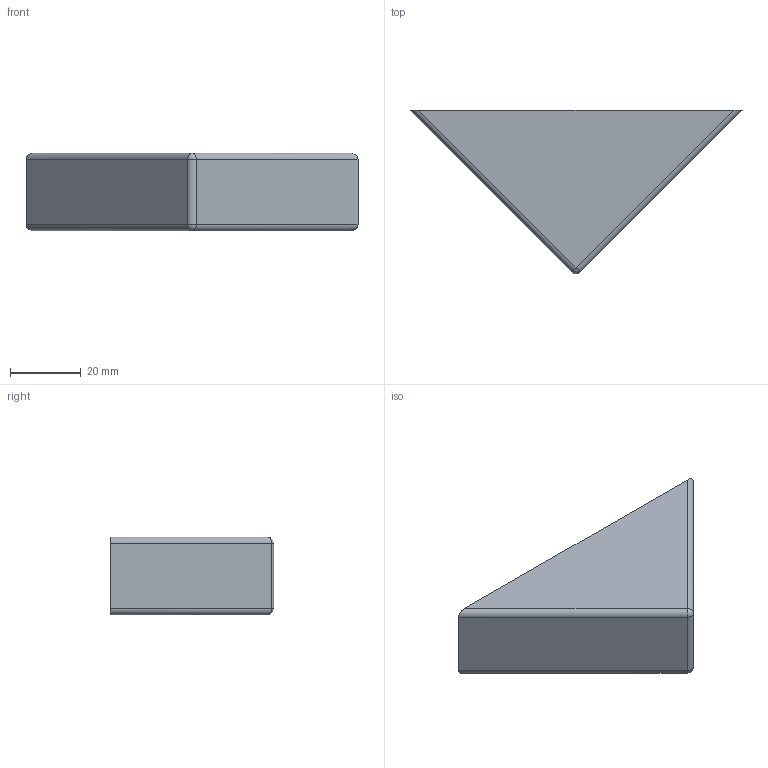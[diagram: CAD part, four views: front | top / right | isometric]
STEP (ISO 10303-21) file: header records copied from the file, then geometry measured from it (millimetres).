
FILE_DESCRIPTION (( 'STEP AP214' ), '1' );
FILE_NAME ('.750 Corner Protector.STEP', '2025-07-01T18:35:17', ( '' ), ( '' ), 'SwSTEP 2.0', 'SolidWorks 2023', '' );
FILE_SCHEMA (( 'AUTOMOTIVE_DESIGN' ));
Length unit declared in the file: inch
Products named in the file (1): .750 Corner Protector
Bounding box: 94.11 x 46.32 x 22.1 mm (x, y, z)
Volume: 10336 mm3; surface area: 13935 mm2
Topology: 1 solids, 1 shells, 23 faces, 56 edges, 32 vertices
Faces by surface type: cylinder 10, plane 9, sphere 4
Entity records: 625 total; most frequent: CARTESIAN_POINT 124, DIRECTION 100, ORIENTED_EDGE 96, EDGE_CURVE 48, AXIS2_PLACEMENT_3D 36, VECTOR 28, VERTEX_POINT 28, LINE 28
